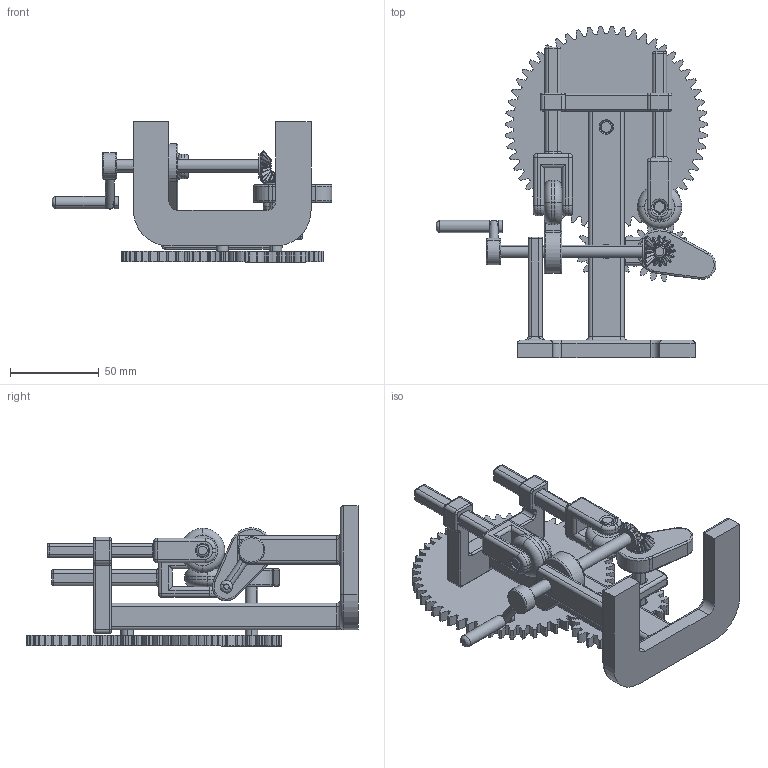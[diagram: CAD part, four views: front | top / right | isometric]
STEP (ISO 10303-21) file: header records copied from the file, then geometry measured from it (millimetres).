
FILE_DESCRIPTION((''),'2;1');
FILE_NAME('ZADANKO_ASM','2017-06-07T23:34:42',('GKam'),(''),'CREO PARAMETRIC BY PTC INC, 2016510','CREO PARAMETRIC BY PTC INC, 2016510','');
FILE_SCHEMA(('AP242_MANAGED_MODEL_BASED_3D_ENGINEERING_MIM_LF { 1 0 10303 442 1 1 4 }'));
Length unit declared in the file: millimetre
Products named in the file (17): KORPUS; SUPPORT; WAL_1; KRZYWKA; KOLO_STOZKOWE; WALEK_KOMPLETNY_ASM; DZWIGNIA_1; DZWIGNIA_2; PROWADZENIE_1; SWORZEN_1; KOLO_1; WAL_2; WALEK_KOMPLETNY_2_ASM; SWORZEN_2; KOLO_ZEBATE_1; KOLO_ZEBATE_2; ZADANKO_ASM
Assembly tree (23 placements, depth 3):
  ZADANKO_ASM
    KORPUS
    SUPPORT
    WALEK_KOMPLETNY_ASM
      WAL_1
      KRZYWKA
      KOLO_STOZKOWE
    DZWIGNIA_1
    DZWIGNIA_2
    PROWADZENIE_1  x2
    SWORZEN_1  x2
    KOLO_1  x2
    WALEK_KOMPLETNY_2_ASM
      KRZYWKA
      KOLO_STOZKOWE
      WAL_2
    SWORZEN_2  x2
    KOLO_ZEBATE_1  x2
    KOLO_ZEBATE_2
Bounding box: 157.61 x 186.94 x 79.3 mm (x, y, z)
Volume: 224979.5 mm3; surface area: 87448.1 mm2
Topology: 21 solids, 21 shells, 1143 faces, 2992 edges, 1886 vertices
Faces by surface type: cylinder 596, bspline 204, plane 131, cone 122, torus 82, sphere 8
Entity records: 39133 total; most frequent: CARTESIAN_POINT 9365, DIRECTION 4705, ORIENTED_EDGE 4318, EDGE_CURVE 2159, AXIS2_PLACEMENT_3D 1942, VERTEX_POINT 1363, CIRCLE 1139, PRESENTATION_STYLE_ASSIGNMENT 925
